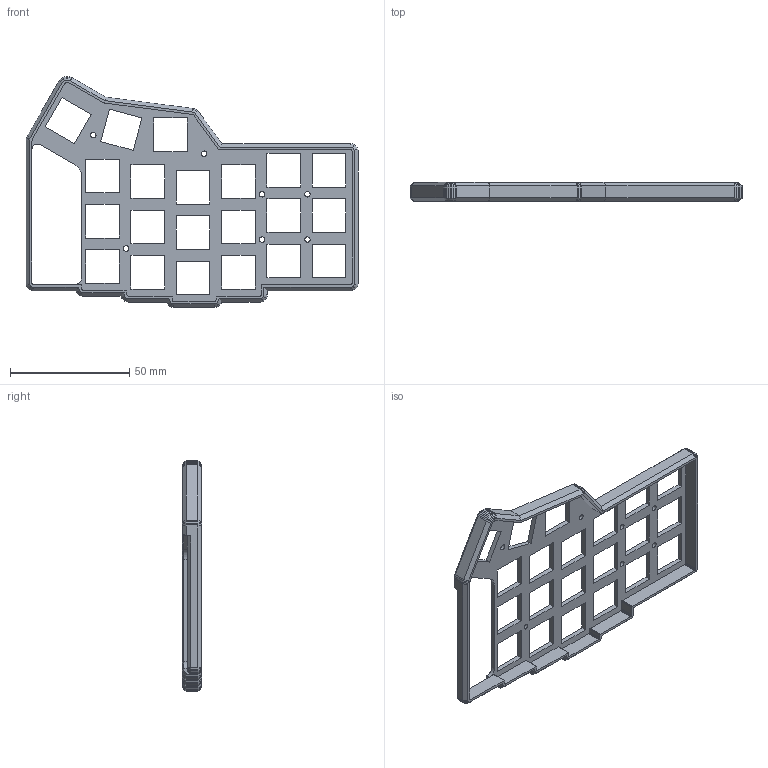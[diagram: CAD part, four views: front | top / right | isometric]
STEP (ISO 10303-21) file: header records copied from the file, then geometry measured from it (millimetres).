
FILE_DESCRIPTION(/* description */ (''),/* implementation_level */ '2;1');
FILE_NAME(/* name */ 'uniCorne-chocolate-3x6-right.step',/* time_stamp */ '2024-02-15T22:17:28+08:00',/* author */ (''),/* organization */ (''),/* preprocessor_version */ 'ST-DEVELOPER v20',/* originating_system */ 'Autodesk Translation Framework v12.20.1.177',/* authorisation */ '');
FILE_SCHEMA (('AUTOMOTIVE_DESIGN { 1 0 10303 214 3 1 1 }'));
Length unit declared in the file: millimetre
Products named in the file (1): uniCorne-chocolate-3x6-CR2-25T
Bounding box: 139.15 x 8 x 96.8 mm (x, y, z)
Volume: 15084.9 mm3; surface area: 17708.8 mm2
Topology: 1 solids, 1 shells, 468 faces, 1241 edges, 774 vertices
Faces by surface type: plane 443, cylinder 22, cone 3
Full cylindrical faces by diameter (mm): 2.3 x7
Entity records: 14164 total; most frequent: CARTESIAN_POINT 2486, ORIENTED_EDGE 2482, DIRECTION 2213, EDGE_CURVE 1241, LINE 1205, VECTOR 1205, VERTEX_POINT 774, EDGE_LOOP 525
